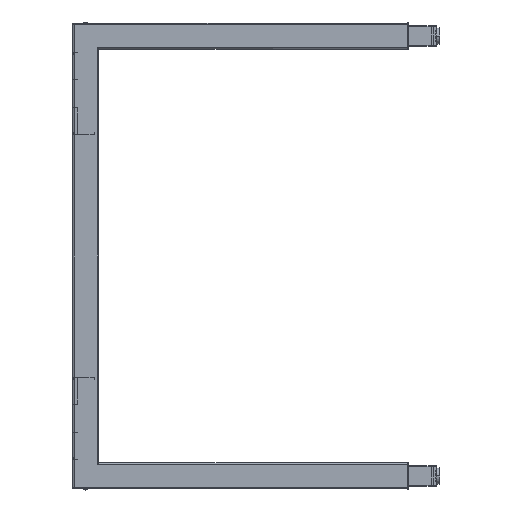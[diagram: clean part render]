
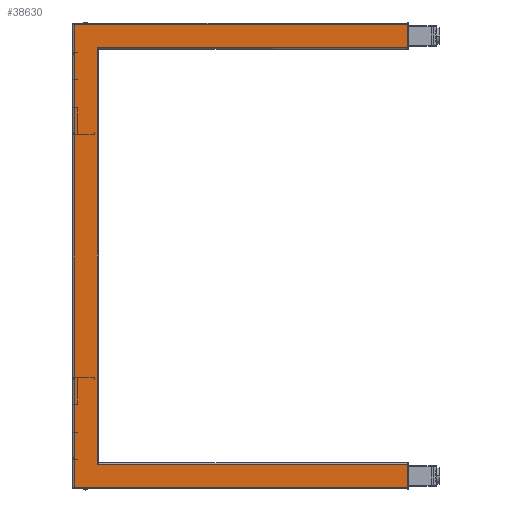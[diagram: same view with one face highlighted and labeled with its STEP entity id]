
A CAD part, left-side view. The second image highlights one B-rep face of the part: STEP entity #38630.
In plain terms, the highlighted planar face has unit normal (-1, 0, 0).
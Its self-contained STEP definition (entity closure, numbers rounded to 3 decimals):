
#544 = CARTESIAN_POINT ( 'NONE',  ( -997.5, 62., 444.5 ) ) ;
#1555 = VECTOR ( 'NONE', #9598, 1000. ) ;
#1627 = VERTEX_POINT ( 'NONE', #3920 ) ;
#1647 = CARTESIAN_POINT ( 'NONE',  ( -997.5, 658., -400.5 ) ) ;
#1706 = EDGE_CURVE ( 'NONE', #23492, #1627, #37808, .T. ) ;
#2508 = LINE ( 'NONE', #17032, #21784 ) ;
#3157 = FACE_OUTER_BOUND ( 'NONE', #39214, .T. ) ;
#3654 = EDGE_CURVE ( 'NONE', #17407, #41216, #6404, .T. ) ;
#3665 = EDGE_CURVE ( 'NONE', #41216, #36753, #20703, .T. ) ;
#3727 = DIRECTION ( 'NONE',  ( 0., 0., -1. ) ) ;
#3920 = CARTESIAN_POINT ( 'NONE',  ( -997.5, 62., -400.5 ) ) ;
#4148 = EDGE_CURVE ( 'NONE', #1627, #36753, #28703, .T. ) ;
#5191 = DIRECTION ( 'NONE',  ( 0., 0., 1. ) ) ;
#6259 = VECTOR ( 'NONE', #6304, 1000. ) ;
#6304 = DIRECTION ( 'NONE',  ( 0., -1., 0. ) ) ;
#6404 = LINE ( 'NONE', #6645, #29159 ) ;
#6645 = CARTESIAN_POINT ( 'NONE',  ( -997.5, 702., 507.855 ) ) ;
#7566 = ORIENTED_EDGE ( 'NONE', *, *, #23848, .T. ) ;
#7615 = CARTESIAN_POINT ( 'NONE',  ( -997.5, 62., 400.5 ) ) ;
#7709 = EDGE_CURVE ( 'NONE', #20959, #15102, #15416, .T. ) ;
#7946 = CARTESIAN_POINT ( 'NONE',  ( -997.5, 658., 400.5 ) ) ;
#8365 = ORIENTED_EDGE ( 'NONE', *, *, #1706, .F. ) ;
#9598 = DIRECTION ( 'NONE',  ( 0., -1., 0. ) ) ;
#11664 = DIRECTION ( 'NONE',  ( 0., 0., -1. ) ) ;
#12673 = CARTESIAN_POINT ( 'NONE',  ( -997.5, 705., 444.5 ) ) ;
#13168 = CARTESIAN_POINT ( 'NONE',  ( -997.5, 705., 400.5 ) ) ;
#13189 = VECTOR ( 'NONE', #24138, 1000. ) ;
#15102 = VERTEX_POINT ( 'NONE', #544 ) ;
#15416 = LINE ( 'NONE', #36115, #21029 ) ;
#15481 = VECTOR ( 'NONE', #11664, 1000. ) ;
#15793 = CARTESIAN_POINT ( 'NONE',  ( -997.5, 62., -444.5 ) ) ;
#17011 = PLANE ( 'NONE',  #43652 ) ;
#17032 = CARTESIAN_POINT ( 'NONE',  ( -997.5, 705., 400.5 ) ) ;
#17407 = VERTEX_POINT ( 'NONE', #23441 ) ;
#18093 = EDGE_CURVE ( 'NONE', #17407, #15102, #40232, .T. ) ;
#18903 = ORIENTED_EDGE ( 'NONE', *, *, #4148, .F. ) ;
#20656 = DIRECTION ( 'NONE',  ( 1., 0., 0. ) ) ;
#20703 = LINE ( 'NONE', #40987, #1555 ) ;
#20959 = VERTEX_POINT ( 'NONE', #7615 ) ;
#21029 = VECTOR ( 'NONE', #5191, 1000. ) ;
#21427 = CARTESIAN_POINT ( 'NONE',  ( -997.5, 658., 507.855 ) ) ;
#21784 = VECTOR ( 'NONE', #33678, 1000. ) ;
#23441 = CARTESIAN_POINT ( 'NONE',  ( -997.5, 702., 444.5 ) ) ;
#23492 = VERTEX_POINT ( 'NONE', #1647 ) ;
#23848 = EDGE_CURVE ( 'NONE', #40083, #20959, #2508, .T. ) ;
#24138 = DIRECTION ( 'NONE',  ( 0., -1., 0. ) ) ;
#25020 = ORIENTED_EDGE ( 'NONE', *, *, #3654, .T. ) ;
#28703 = LINE ( 'NONE', #35565, #15481 ) ;
#29159 = VECTOR ( 'NONE', #38035, 1000. ) ;
#31392 = CARTESIAN_POINT ( 'NONE',  ( -997.5, 702., -444.5 ) ) ;
#33678 = DIRECTION ( 'NONE',  ( 0., -1., 0. ) ) ;
#34220 = ORIENTED_EDGE ( 'NONE', *, *, #3665, .T. ) ;
#35069 = CARTESIAN_POINT ( 'NONE',  ( -997.5, 705., -400.5 ) ) ;
#35565 = CARTESIAN_POINT ( 'NONE',  ( -997.5, 62., -400.5 ) ) ;
#36115 = CARTESIAN_POINT ( 'NONE',  ( -997.5, 62., 400.5 ) ) ;
#36266 = VECTOR ( 'NONE', #3727, 1000. ) ;
#36753 = VERTEX_POINT ( 'NONE', #15793 ) ;
#37182 = LINE ( 'NONE', #21427, #36266 ) ;
#37808 = LINE ( 'NONE', #35069, #13189 ) ;
#38035 = DIRECTION ( 'NONE',  ( 0., 0., -1. ) ) ;
#38260 = ORIENTED_EDGE ( 'NONE', *, *, #44178, .F. ) ;
#38630 = ADVANCED_FACE ( 'NONE', ( #3157 ), #17011, .F. ) ;
#39214 = EDGE_LOOP ( 'NONE', ( #44432, #25020, #34220, #18903, #8365, #38260, #7566, #43051 ) ) ;
#40083 = VERTEX_POINT ( 'NONE', #7946 ) ;
#40232 = LINE ( 'NONE', #12673, #6259 ) ;
#40987 = CARTESIAN_POINT ( 'NONE',  ( -997.5, 705., -444.5 ) ) ;
#41216 = VERTEX_POINT ( 'NONE', #31392 ) ;
#43051 = ORIENTED_EDGE ( 'NONE', *, *, #7709, .T. ) ;
#43652 = AXIS2_PLACEMENT_3D ( 'NONE', #13168, #20656, #45038 ) ;
#44178 = EDGE_CURVE ( 'NONE', #40083, #23492, #37182, .T. ) ;
#44432 = ORIENTED_EDGE ( 'NONE', *, *, #18093, .F. ) ;
#45038 = DIRECTION ( 'NONE',  ( 0., 0., -1. ) ) ;
